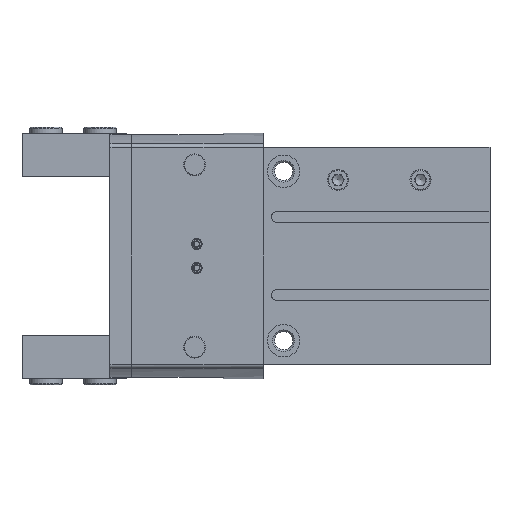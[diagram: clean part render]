
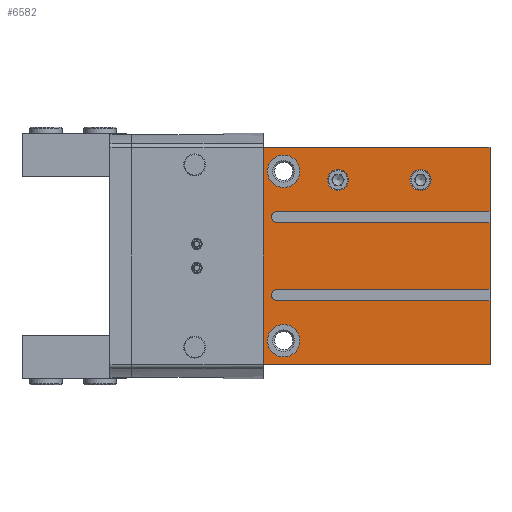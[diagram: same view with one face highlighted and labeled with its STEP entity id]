
A CAD part, left-side view. The second image highlights one B-rep face of the part: STEP entity #6582.
In plain terms, the highlighted planar face has unit normal (-1, 0, 0).
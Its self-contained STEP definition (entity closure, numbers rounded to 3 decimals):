
#225=PLANE('',#7167);
#439=LINE('',#10133,#937);
#447=LINE('',#10149,#945);
#467=LINE('',#10197,#965);
#507=LINE('',#10330,#1005);
#509=LINE('',#10346,#1007);
#510=LINE('',#10350,#1008);
#511=LINE('',#10351,#1009);
#512=LINE('',#10355,#1010);
#513=LINE('',#10356,#1011);
#514=LINE('',#10358,#1012);
#937=VECTOR('',#7971,1000.);
#945=VECTOR('',#7979,1000.);
#965=VECTOR('',#8007,1000.);
#1005=VECTOR('',#8127,1000.);
#1007=VECTOR('',#8143,1000.);
#1008=VECTOR('',#8146,1000.);
#1009=VECTOR('',#8147,1000.);
#1010=VECTOR('',#8150,1000.);
#1011=VECTOR('',#8151,1000.);
#1012=VECTOR('',#8152,1000.);
#1560=ORIENTED_EDGE('',*,*,#3311,.T.);
#1561=ORIENTED_EDGE('',*,*,#3312,.T.);
#1562=ORIENTED_EDGE('',*,*,#3313,.T.);
#1563=ORIENTED_EDGE('',*,*,#3314,.T.);
#1564=ORIENTED_EDGE('',*,*,#3217,.T.);
#1565=ORIENTED_EDGE('',*,*,#3315,.T.);
#1566=ORIENTED_EDGE('',*,*,#3316,.T.);
#1567=ORIENTED_EDGE('',*,*,#3317,.T.);
#1568=ORIENTED_EDGE('',*,*,#3209,.T.);
#1569=ORIENTED_EDGE('',*,*,#3318,.T.);
#1570=ORIENTED_EDGE('',*,*,#3319,.T.);
#1571=ORIENTED_EDGE('',*,*,#3320,.T.);
#1572=ORIENTED_EDGE('',*,*,#3241,.T.);
#1573=ORIENTED_EDGE('',*,*,#3321,.F.);
#1574=ORIENTED_EDGE('',*,*,#3322,.F.);
#1575=ORIENTED_EDGE('',*,*,#3307,.T.);
#3209=EDGE_CURVE('',#4092,#4091,#439,.T.);
#3217=EDGE_CURVE('',#4100,#4099,#447,.T.);
#3241=EDGE_CURVE('',#4124,#4123,#467,.T.);
#3307=EDGE_CURVE('',#4177,#4100,#507,.T.);
#3311=EDGE_CURVE('',#4180,#4180,#4769,.T.);
#3312=EDGE_CURVE('',#4181,#4181,#4770,.T.);
#3313=EDGE_CURVE('',#4182,#4182,#4771,.T.);
#3314=EDGE_CURVE('',#4183,#4183,#4772,.T.);
#3315=EDGE_CURVE('',#4099,#4184,#509,.T.);
#3316=EDGE_CURVE('',#4184,#4185,#4773,.T.);
#3317=EDGE_CURVE('',#4185,#4092,#510,.T.);
#3318=EDGE_CURVE('',#4091,#4186,#511,.T.);
#3319=EDGE_CURVE('',#4186,#4187,#4774,.T.);
#3320=EDGE_CURVE('',#4187,#4124,#512,.T.);
#3321=EDGE_CURVE('',#4188,#4123,#513,.T.);
#3322=EDGE_CURVE('',#4177,#4188,#514,.T.);
#4091=VERTEX_POINT('',#10132);
#4092=VERTEX_POINT('',#10134);
#4099=VERTEX_POINT('',#10148);
#4100=VERTEX_POINT('',#10150);
#4123=VERTEX_POINT('',#10196);
#4124=VERTEX_POINT('',#10198);
#4177=VERTEX_POINT('',#10331);
#4180=VERTEX_POINT('',#10339);
#4181=VERTEX_POINT('',#10341);
#4182=VERTEX_POINT('',#10343);
#4183=VERTEX_POINT('',#10345);
#4184=VERTEX_POINT('',#10347);
#4185=VERTEX_POINT('',#10349);
#4186=VERTEX_POINT('',#10352);
#4187=VERTEX_POINT('',#10354);
#4188=VERTEX_POINT('',#10357);
#4769=CIRCLE('',#7168,4.864);
#4770=CIRCLE('',#7169,4.864);
#4771=CIRCLE('',#7170,7.5);
#4772=CIRCLE('',#7171,7.5);
#4773=CIRCLE('',#7172,2.6);
#4774=CIRCLE('',#7173,2.6);
#5129=EDGE_LOOP('',(#1560));
#5130=EDGE_LOOP('',(#1561));
#5131=EDGE_LOOP('',(#1562));
#5132=EDGE_LOOP('',(#1563));
#5133=EDGE_LOOP('',(#1564,#1565,#1566,#1567,#1568,#1569,#1570,#1571,#1572,
#1573,#1574,#1575));
#5785=FACE_BOUND('',#5129,.T.);
#5786=FACE_BOUND('',#5130,.T.);
#5787=FACE_BOUND('',#5131,.T.);
#5788=FACE_BOUND('',#5132,.T.);
#5789=FACE_BOUND('',#5133,.T.);
#6582=ADVANCED_FACE('',(#5785,#5786,#5787,#5788,#5789),#225,.F.);
#7167=AXIS2_PLACEMENT_3D('',#10337,#8133,#8134);
#7168=AXIS2_PLACEMENT_3D('',#10338,#8135,#8136);
#7169=AXIS2_PLACEMENT_3D('',#10340,#8137,#8138);
#7170=AXIS2_PLACEMENT_3D('',#10342,#8139,#8140);
#7171=AXIS2_PLACEMENT_3D('',#10344,#8141,#8142);
#7172=AXIS2_PLACEMENT_3D('',#10348,#8144,#8145);
#7173=AXIS2_PLACEMENT_3D('',#10353,#8148,#8149);
#7971=DIRECTION('',(0.,0.,1.));
#7979=DIRECTION('',(0.,0.,1.));
#8007=DIRECTION('',(0.,0.,1.));
#8127=DIRECTION('',(0.,-1.,0.));
#8133=DIRECTION('',(1.,0.,0.));
#8134=DIRECTION('',(0.,0.,-1.));
#8135=DIRECTION('',(1.,0.,0.));
#8136=DIRECTION('',(0.,0.,-1.));
#8137=DIRECTION('',(1.,0.,0.));
#8138=DIRECTION('',(0.,0.,-1.));
#8139=DIRECTION('',(1.,0.,0.));
#8140=DIRECTION('',(0.,0.,-1.));
#8141=DIRECTION('',(1.,0.,0.));
#8142=DIRECTION('',(0.,0.,-1.));
#8143=DIRECTION('',(0.,1.,0.));
#8144=DIRECTION('',(1.,0.,0.));
#8145=DIRECTION('',(0.,0.,-1.));
#8146=DIRECTION('',(0.,-1.,0.));
#8147=DIRECTION('',(0.,1.,0.));
#8148=DIRECTION('',(1.,0.,0.));
#8149=DIRECTION('',(0.,0.,-1.));
#8150=DIRECTION('',(0.,-1.,0.));
#8151=DIRECTION('',(0.,-1.,0.));
#8152=DIRECTION('',(0.,0.,1.));
#10132=CARTESIAN_POINT('',(-32.,-22.,15.4));
#10133=CARTESIAN_POINT('',(-32.,-22.,-49.75));
#10134=CARTESIAN_POINT('',(-32.,-22.,-15.4));
#10148=CARTESIAN_POINT('',(-32.,-22.,-20.6));
#10149=CARTESIAN_POINT('',(-32.,-22.,-49.75));
#10150=CARTESIAN_POINT('',(-32.,-22.,-49.75));
#10196=CARTESIAN_POINT('',(-32.,-22.,49.75));
#10197=CARTESIAN_POINT('',(-32.,-22.,-49.75));
#10198=CARTESIAN_POINT('',(-32.,-22.,20.6));
#10330=CARTESIAN_POINT('',(-32.,82.4,-49.75));
#10331=CARTESIAN_POINT('',(-32.,82.4,-49.75));
#10337=CARTESIAN_POINT('',(-32.,82.4,-49.75));
#10338=CARTESIAN_POINT('',(-32.,48.,35.));
#10339=CARTESIAN_POINT('',(-32.,48.,30.136));
#10340=CARTESIAN_POINT('',(-32.,10.,35.));
#10341=CARTESIAN_POINT('',(-32.,10.,30.136));
#10342=CARTESIAN_POINT('',(-32.,73.,39.));
#10343=CARTESIAN_POINT('',(-32.,73.,31.5));
#10344=CARTESIAN_POINT('',(-32.,73.,-39.));
#10345=CARTESIAN_POINT('',(-32.,73.,-46.5));
#10346=CARTESIAN_POINT('',(-32.,82.4,-20.6));
#10347=CARTESIAN_POINT('',(-32.,76.,-20.6));
#10348=CARTESIAN_POINT('',(-32.,76.,-18.));
#10349=CARTESIAN_POINT('',(-32.,76.,-15.4));
#10350=CARTESIAN_POINT('',(-32.,82.4,-15.4));
#10351=CARTESIAN_POINT('',(-32.,82.4,15.4));
#10352=CARTESIAN_POINT('',(-32.,76.,15.4));
#10353=CARTESIAN_POINT('',(-32.,76.,18.));
#10354=CARTESIAN_POINT('',(-32.,76.,20.6));
#10355=CARTESIAN_POINT('',(-32.,82.4,20.6));
#10356=CARTESIAN_POINT('',(-32.,82.4,49.75));
#10357=CARTESIAN_POINT('',(-32.,82.4,49.75));
#10358=CARTESIAN_POINT('',(-32.,82.4,-49.75));
